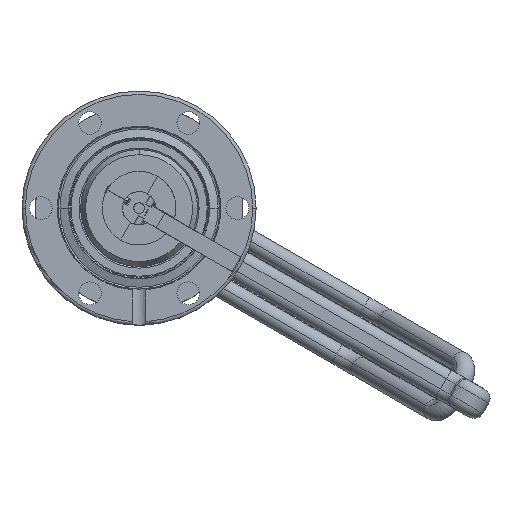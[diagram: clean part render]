
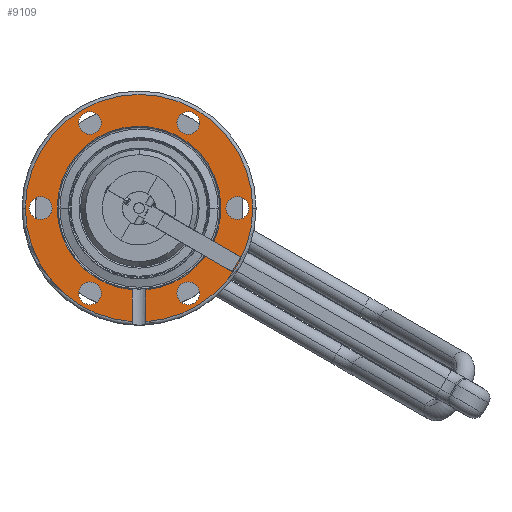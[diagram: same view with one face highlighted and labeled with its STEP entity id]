
A CAD part, left-side view. The second image highlights one B-rep face of the part: STEP entity #9109.
In plain terms, the highlighted planar face has unit normal (-1, 0, 0).
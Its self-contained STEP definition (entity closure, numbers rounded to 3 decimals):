
#6562=CARTESIAN_POINT('',(0.,0.,0.));
#6563=DIRECTION('',(-1.,0.,0.));
#6564=DIRECTION('',(0.,1.,0.));
#6565=AXIS2_PLACEMENT_3D('',#6562,#6563,#6564);
#6567=CARTESIAN_POINT('',(0.,0.,0.));
#6568=DIRECTION('',(-1.,0.,0.));
#6569=DIRECTION('',(0.,-1.,0.));
#6570=AXIS2_PLACEMENT_3D('',#6567,#6568,#6569);
#6572=CARTESIAN_POINT('',(0.,0.,0.));
#6573=DIRECTION('',(-1.,0.,0.));
#6574=DIRECTION('',(0.,-0.06,-0.998));
#6575=AXIS2_PLACEMENT_3D('',#6572,#6573,#6574);
#6577=CARTESIAN_POINT('',(0.,0.,0.));
#6578=DIRECTION('',(1.,0.,0.));
#6579=DIRECTION('',(0.,1.,0.));
#6580=AXIS2_PLACEMENT_3D('',#6577,#6578,#6579);
#6582=CARTESIAN_POINT('',(0.,0.,0.));
#6583=DIRECTION('',(1.,0.,0.));
#6584=DIRECTION('',(0.,0.083,-0.997));
#6585=AXIS2_PLACEMENT_3D('',#6582,#6583,#6584);
#6587=CARTESIAN_POINT('',(0.,29.35,0.));
#6588=DIRECTION('',(1.,0.,0.));
#6589=DIRECTION('',(0.,-0.5,0.866));
#6590=AXIS2_PLACEMENT_3D('',#6587,#6588,#6589);
#6592=CARTESIAN_POINT('',(0.,29.35,0.));
#6593=DIRECTION('',(1.,0.,0.));
#6594=DIRECTION('',(0.,0.5,-0.866));
#6595=AXIS2_PLACEMENT_3D('',#6592,#6593,#6594);
#6597=CARTESIAN_POINT('',(0.,14.675,-25.418));
#6598=DIRECTION('',(1.,0.,0.));
#6599=DIRECTION('',(0.,0.5,0.866));
#6600=AXIS2_PLACEMENT_3D('',#6597,#6598,#6599);
#6602=CARTESIAN_POINT('',(0.,14.675,-25.418));
#6603=DIRECTION('',(1.,0.,0.));
#6604=DIRECTION('',(0.,-0.5,-0.866));
#6605=AXIS2_PLACEMENT_3D('',#6602,#6603,#6604);
#6607=CARTESIAN_POINT('',(0.,-14.675,-25.418));
#6608=DIRECTION('',(1.,0.,0.));
#6609=DIRECTION('',(0.,1.,0.));
#6610=AXIS2_PLACEMENT_3D('',#6607,#6608,#6609);
#6612=CARTESIAN_POINT('',(0.,-14.675,-25.418));
#6613=DIRECTION('',(1.,0.,0.));
#6614=DIRECTION('',(0.,-1.,0.));
#6615=AXIS2_PLACEMENT_3D('',#6612,#6613,#6614);
#6617=CARTESIAN_POINT('',(0.,14.675,25.418));
#6618=DIRECTION('',(1.,0.,0.));
#6619=DIRECTION('',(0.,-1.,0.));
#6620=AXIS2_PLACEMENT_3D('',#6617,#6618,#6619);
#6622=CARTESIAN_POINT('',(0.,14.675,25.418));
#6623=DIRECTION('',(1.,0.,0.));
#6624=DIRECTION('',(0.,1.,0.));
#6625=AXIS2_PLACEMENT_3D('',#6622,#6623,#6624);
#6627=CARTESIAN_POINT('',(0.,-29.35,0.));
#6628=DIRECTION('',(1.,0.,0.));
#6629=DIRECTION('',(0.,0.5,-0.866));
#6630=AXIS2_PLACEMENT_3D('',#6627,#6628,#6629);
#6632=CARTESIAN_POINT('',(0.,-29.35,0.));
#6633=DIRECTION('',(1.,0.,0.));
#6634=DIRECTION('',(0.,-0.5,0.866));
#6635=AXIS2_PLACEMENT_3D('',#6632,#6633,#6634);
#6637=CARTESIAN_POINT('',(0.,-14.675,25.418));
#6638=DIRECTION('',(1.,0.,0.));
#6639=DIRECTION('',(0.,-0.5,-0.866));
#6640=AXIS2_PLACEMENT_3D('',#6637,#6638,#6639);
#6642=CARTESIAN_POINT('',(0.,-14.675,25.418));
#6643=DIRECTION('',(1.,0.,0.));
#6644=DIRECTION('',(0.,0.5,0.866));
#6645=AXIS2_PLACEMENT_3D('',#6642,#6643,#6644);
#6647=CARTESIAN_POINT('',(0.,2.04,-33.889));
#7479=DIRECTION('',(0.,0.,-1.));
#7480=VECTOR('',#7479,9.524);
#7481=CARTESIAN_POINT('',(0.,2.04,
-24.365));
#7482=LINE('',#7481,#7480);
#7940=DIRECTION('',(0.,0.,1.));
#7941=VECTOR('',#7940,9.524);
#7942=CARTESIAN_POINT('',(0.,-2.04,-33.889));
#7943=LINE('',#7942,#7941);
#7944=CARTESIAN_POINT('',(0.,2.04,
-24.365));
#8373=CARTESIAN_POINT('',(0.,-33.95,0.));
#8374=VERTEX_POINT('',#8373);
#8375=CARTESIAN_POINT('',(0.,-2.04,-33.889));
#8376=VERTEX_POINT('',#8375);
#8377=VERTEX_POINT('',#6647);
#8378=CARTESIAN_POINT('',(0.,33.95,0.));
#8379=VERTEX_POINT('',#8378);
#8385=CARTESIAN_POINT('',(0.,-12.975,28.362));
#8387=VERTEX_POINT('',#8385);
#8388=CARTESIAN_POINT('',(0.,-16.375,22.473));
#8389=VERTEX_POINT('',#8388);
#8393=CARTESIAN_POINT('',(0.,-31.05,2.944));
#8395=VERTEX_POINT('',#8393);
#8396=CARTESIAN_POINT('',(0.,-27.65,-2.944));
#8397=VERTEX_POINT('',#8396);
#8401=CARTESIAN_POINT('',(0.,18.075,25.418));
#8403=VERTEX_POINT('',#8401);
#8404=CARTESIAN_POINT('',(0.,11.275,25.418));
#8405=VERTEX_POINT('',#8404);
#8409=CARTESIAN_POINT('',(0.,-18.075,-25.418));
#8411=VERTEX_POINT('',#8409);
#8412=CARTESIAN_POINT('',(0.,-11.275,-25.418));
#8413=VERTEX_POINT('',#8412);
#8417=CARTESIAN_POINT('',(0.,12.975,-28.362));
#8419=VERTEX_POINT('',#8417);
#8420=CARTESIAN_POINT('',(0.,16.375,-22.473));
#8421=VERTEX_POINT('',#8420);
#8425=CARTESIAN_POINT('',(0.,31.05,-2.944));
#8427=VERTEX_POINT('',#8425);
#8428=CARTESIAN_POINT('',(0.,27.65,2.944));
#8429=VERTEX_POINT('',#8428);
#8460=CARTESIAN_POINT('',(0.,-2.04,
-24.365));
#8461=VERTEX_POINT('',#8460);
#8464=VERTEX_POINT('',#7944);
#8465=CARTESIAN_POINT('',(0.,24.45,0.));
#8466=VERTEX_POINT('',#8465);
#9055=CARTESIAN_POINT('',(0.,-29.2,0.));
#9056=DIRECTION('',(-1.,0.,0.));
#9057=DIRECTION('',(0.,-1.,0.));
#9058=AXIS2_PLACEMENT_3D('',#9055,#9056,#9057);
#9059=PLANE('',#9058);
#9061=ORIENTED_EDGE('',*,*,#9060,.T.);
#9062=ORIENTED_EDGE('',*,*,#9046,.F.);
#9063=ORIENTED_EDGE('',*,*,#9030,.F.);
#9064=ORIENTED_EDGE('',*,*,#9050,.F.);
#9066=ORIENTED_EDGE('',*,*,#9065,.T.);
#9068=ORIENTED_EDGE('',*,*,#9067,.F.);
#9070=ORIENTED_EDGE('',*,*,#9069,.F.);
#9071=EDGE_LOOP('',(#9061,#9062,#9063,#9064,#9066,#9068,#9070));
#9072=FACE_OUTER_BOUND('',#9071,.F.);
#9074=ORIENTED_EDGE('',*,*,#9073,.F.);
#9076=ORIENTED_EDGE('',*,*,#9075,.F.);
#9077=EDGE_LOOP('',(#9074,#9076));
#9078=FACE_BOUND('',#9077,.F.);
#9080=ORIENTED_EDGE('',*,*,#9079,.F.);
#9082=ORIENTED_EDGE('',*,*,#9081,.F.);
#9083=EDGE_LOOP('',(#9080,#9082));
#9084=FACE_BOUND('',#9083,.F.);
#9086=ORIENTED_EDGE('',*,*,#9085,.F.);
#9088=ORIENTED_EDGE('',*,*,#9087,.F.);
#9089=EDGE_LOOP('',(#9086,#9088));
#9090=FACE_BOUND('',#9089,.F.);
#9092=ORIENTED_EDGE('',*,*,#9091,.F.);
#9094=ORIENTED_EDGE('',*,*,#9093,.F.);
#9095=EDGE_LOOP('',(#9092,#9094));
#9096=FACE_BOUND('',#9095,.F.);
#9098=ORIENTED_EDGE('',*,*,#9097,.F.);
#9100=ORIENTED_EDGE('',*,*,#9099,.F.);
#9101=EDGE_LOOP('',(#9098,#9100));
#9102=FACE_BOUND('',#9101,.F.);
#9104=ORIENTED_EDGE('',*,*,#9103,.F.);
#9106=ORIENTED_EDGE('',*,*,#9105,.F.);
#9107=EDGE_LOOP('',(#9104,#9106));
#9108=FACE_BOUND('',#9107,.F.);
#9109=ADVANCED_FACE('',(#9072,#9078,#9084,#9090,#9096,#9102,#9108),#9059,.T.);
#6566=CIRCLE('',#6565,33.95);
#6571=CIRCLE('',#6570,33.95);
#6576=CIRCLE('',#6575,33.95);
#6581=CIRCLE('',#6580,24.45);
#6586=CIRCLE('',#6585,24.45);
#6591=CIRCLE('',#6590,3.4);
#6596=CIRCLE('',#6595,3.4);
#6601=CIRCLE('',#6600,3.4);
#6606=CIRCLE('',#6605,3.4);
#6611=CIRCLE('',#6610,3.4);
#6616=CIRCLE('',#6615,3.4);
#6621=CIRCLE('',#6620,3.4);
#6626=CIRCLE('',#6625,3.4);
#6631=CIRCLE('',#6630,3.4);
#6636=CIRCLE('',#6635,3.4);
#6641=CIRCLE('',#6640,3.4);
#6646=CIRCLE('',#6645,3.4);
#9030=EDGE_CURVE('',#8374,#8379,#6571,.T.);
#9046=EDGE_CURVE('',#8379,#8377,#6566,.T.);
#9050=EDGE_CURVE('',#8376,#8374,#6576,.T.);
#9060=EDGE_CURVE('',#8464,#8377,#7482,.T.);
#9065=EDGE_CURVE('',#8376,#8461,#7943,.T.);
#9067=EDGE_CURVE('',#8466,#8461,#6581,.T.);
#9069=EDGE_CURVE('',#8464,#8466,#6586,.T.);
#9073=EDGE_CURVE('',#8429,#8427,#6591,.T.);
#9075=EDGE_CURVE('',#8427,#8429,#6596,.T.);
#9079=EDGE_CURVE('',#8421,#8419,#6601,.T.);
#9081=EDGE_CURVE('',#8419,#8421,#6606,.T.);
#9085=EDGE_CURVE('',#8413,#8411,#6611,.T.);
#9087=EDGE_CURVE('',#8411,#8413,#6616,.T.);
#9091=EDGE_CURVE('',#8405,#8403,#6621,.T.);
#9093=EDGE_CURVE('',#8403,#8405,#6626,.T.);
#9097=EDGE_CURVE('',#8397,#8395,#6631,.T.);
#9099=EDGE_CURVE('',#8395,#8397,#6636,.T.);
#9103=EDGE_CURVE('',#8389,#8387,#6641,.T.);
#9105=EDGE_CURVE('',#8387,#8389,#6646,.T.);
